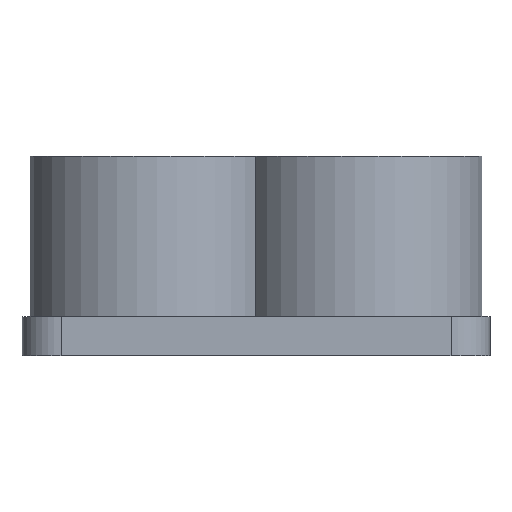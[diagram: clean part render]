
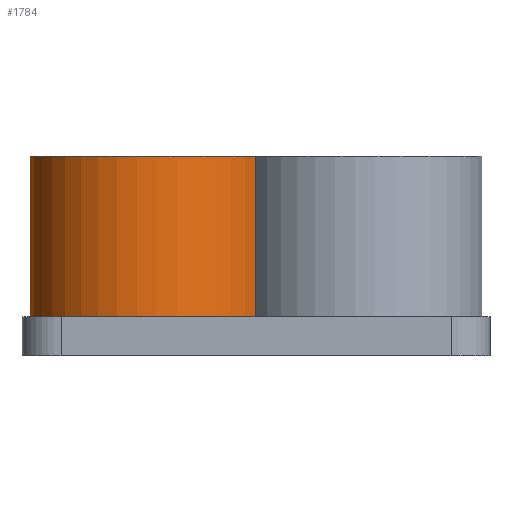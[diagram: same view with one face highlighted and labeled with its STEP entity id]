
A CAD part, front view. The second image highlights one B-rep face of the part: STEP entity #1784.
In plain terms, the highlighted cylindrical face has radius 15.55 mm (diameter 31.1 mm), a partial arc.
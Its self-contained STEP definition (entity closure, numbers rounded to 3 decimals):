
#72 = PLANE('',#73);
#73 = AXIS2_PLACEMENT_3D('',#74,#75,#76);
#74 = CARTESIAN_POINT('',(-30.,-20.,5.));
#75 = DIRECTION('',(0.,0.,1.));
#76 = DIRECTION('',(1.,0.,0.));
#1012 = VERTEX_POINT('',#1013);
#1013 = CARTESIAN_POINT('',(0.,-7.629,5.));
#1028 = CYLINDRICAL_SURFACE('',#1029,15.55);
#1029 = AXIS2_PLACEMENT_3D('',#1030,#1031,#1032);
#1030 = CARTESIAN_POINT('',(13.55,0.,5.));
#1031 = DIRECTION('',(-0.,-0.,-1.));
#1032 = DIRECTION('',(1.,0.,0.));
#1040 = EDGE_CURVE('',#1041,#1012,#1043,.T.);
#1041 = VERTEX_POINT('',#1042);
#1042 = CARTESIAN_POINT('',(-28.971,-2.,5.));
#1043 = SURFACE_CURVE('',#1044,(#1049,#1056),.PCURVE_S1.);
#1044 = CIRCLE('',#1045,15.55);
#1045 = AXIS2_PLACEMENT_3D('',#1046,#1047,#1048);
#1046 = CARTESIAN_POINT('',(-13.55,0.,5.));
#1047 = DIRECTION('',(0.,0.,1.));
#1048 = DIRECTION('',(1.,0.,0.));
#1049 = PCURVE('',#72,#1050);
#1050 = DEFINITIONAL_REPRESENTATION('',(#1051),#1055);
#1051 = CIRCLE('',#1052,15.55);
#1052 = AXIS2_PLACEMENT_2D('',#1053,#1054);
#1053 = CARTESIAN_POINT('',(16.45,20.));
#1054 = DIRECTION('',(1.,0.));
#1055 = ( GEOMETRIC_REPRESENTATION_CONTEXT(2) 
PARAMETRIC_REPRESENTATION_CONTEXT() REPRESENTATION_CONTEXT('2D SPACE',''
  ) );
#1056 = PCURVE('',#1057,#1062);
#1057 = CYLINDRICAL_SURFACE('',#1058,15.55);
#1058 = AXIS2_PLACEMENT_3D('',#1059,#1060,#1061);
#1059 = CARTESIAN_POINT('',(-13.55,0.,5.));
#1060 = DIRECTION('',(-0.,-0.,-1.));
#1061 = DIRECTION('',(1.,0.,0.));
#1062 = DEFINITIONAL_REPRESENTATION('',(#1063),#1067);
#1063 = LINE('',#1064,#1065);
#1064 = CARTESIAN_POINT('',(-0.,0.));
#1065 = VECTOR('',#1066,1.);
#1066 = DIRECTION('',(-1.,0.));
#1067 = ( GEOMETRIC_REPRESENTATION_CONTEXT(2) 
PARAMETRIC_REPRESENTATION_CONTEXT() REPRESENTATION_CONTEXT('2D SPACE',''
  ) );
#1784 = ADVANCED_FACE('',(#1785),#1057,.T.);
#1785 = FACE_BOUND('',#1786,.F.);
#1786 = EDGE_LOOP('',(#1787,#1788,#1814,#1847));
#1787 = ORIENTED_EDGE('',*,*,#1040,.F.);
#1788 = ORIENTED_EDGE('',*,*,#1789,.F.);
#1789 = EDGE_CURVE('',#1790,#1041,#1792,.T.);
#1790 = VERTEX_POINT('',#1791);
#1791 = CARTESIAN_POINT('',(-28.971,-2.,25.6));
#1792 = SURFACE_CURVE('',#1793,(#1797,#1803),.PCURVE_S1.);
#1793 = LINE('',#1794,#1795);
#1794 = CARTESIAN_POINT('',(-28.971,-2.,5.));
#1795 = VECTOR('',#1796,1.);
#1796 = DIRECTION('',(-0.,-0.,-1.));
#1797 = PCURVE('',#1057,#1798);
#1798 = DEFINITIONAL_REPRESENTATION('',(#1799),#1802);
#1799 = B_SPLINE_CURVE_WITH_KNOTS('',1,(#1800,#1801),.UNSPECIFIED.,.F.,
  .F.,(2,2),(-20.6,0.),.PIECEWISE_BEZIER_KNOTS.);
#1800 = CARTESIAN_POINT('',(-3.271,-20.6));
#1801 = CARTESIAN_POINT('',(-3.271,0.));
#1802 = ( GEOMETRIC_REPRESENTATION_CONTEXT(2) 
PARAMETRIC_REPRESENTATION_CONTEXT() REPRESENTATION_CONTEXT('2D SPACE',''
  ) );
#1803 = PCURVE('',#1804,#1809);
#1804 = PLANE('',#1805);
#1805 = AXIS2_PLACEMENT_3D('',#1806,#1807,#1808);
#1806 = CARTESIAN_POINT('',(-29.247,-2.,25.6));
#1807 = DIRECTION('',(0.,-1.,0.));
#1808 = DIRECTION('',(1.,0.,0.));
#1809 = DEFINITIONAL_REPRESENTATION('',(#1810),#1813);
#1810 = B_SPLINE_CURVE_WITH_KNOTS('',1,(#1811,#1812),.UNSPECIFIED.,.F.,
  .F.,(2,2),(-20.6,0.),.PIECEWISE_BEZIER_KNOTS.);
#1811 = CARTESIAN_POINT('',(0.276,0.));
#1812 = CARTESIAN_POINT('',(0.276,-20.6));
#1813 = ( GEOMETRIC_REPRESENTATION_CONTEXT(2) 
PARAMETRIC_REPRESENTATION_CONTEXT() REPRESENTATION_CONTEXT('2D SPACE',''
  ) );
#1814 = ORIENTED_EDGE('',*,*,#1815,.T.);
#1815 = EDGE_CURVE('',#1790,#1816,#1818,.T.);
#1816 = VERTEX_POINT('',#1817);
#1817 = CARTESIAN_POINT('',(0.,-7.629,25.6));
#1818 = SURFACE_CURVE('',#1819,(#1824,#1831),.PCURVE_S1.);
#1819 = CIRCLE('',#1820,15.55);
#1820 = AXIS2_PLACEMENT_3D('',#1821,#1822,#1823);
#1821 = CARTESIAN_POINT('',(-13.55,0.,25.6));
#1822 = DIRECTION('',(0.,0.,1.));
#1823 = DIRECTION('',(1.,0.,0.));
#1824 = PCURVE('',#1057,#1825);
#1825 = DEFINITIONAL_REPRESENTATION('',(#1826),#1830);
#1826 = LINE('',#1827,#1828);
#1827 = CARTESIAN_POINT('',(-0.,-20.6));
#1828 = VECTOR('',#1829,1.);
#1829 = DIRECTION('',(-1.,0.));
#1830 = ( GEOMETRIC_REPRESENTATION_CONTEXT(2) 
PARAMETRIC_REPRESENTATION_CONTEXT() REPRESENTATION_CONTEXT('2D SPACE',''
  ) );
#1831 = PCURVE('',#1832,#1837);
#1832 = PLANE('',#1833);
#1833 = AXIS2_PLACEMENT_3D('',#1834,#1835,#1836);
#1834 = CARTESIAN_POINT('',(0.,7.629,25.6));
#1835 = DIRECTION('',(0.,0.,-1.));
#1836 = DIRECTION('',(-1.,0.,0.));
#1837 = DEFINITIONAL_REPRESENTATION('',(#1838),#1846);
#1838 = ( BOUNDED_CURVE() B_SPLINE_CURVE(2,(#1839,#1840,#1841,#1842,
#1843,#1844,#1845),.UNSPECIFIED.,.F.,.F.) B_SPLINE_CURVE_WITH_KNOTS((1,2
    ,2,2,2,1),(-2.094,0.,2.094,4.189,
6.283,8.378),.UNSPECIFIED.) CURVE() 
GEOMETRIC_REPRESENTATION_ITEM() RATIONAL_B_SPLINE_CURVE((1.,0.5,1.,0.5,
1.,0.5,1.)) REPRESENTATION_ITEM('') );
#1839 = CARTESIAN_POINT('',(-2.,-7.629));
#1840 = CARTESIAN_POINT('',(-2.,19.304));
#1841 = CARTESIAN_POINT('',(21.325,5.838));
#1842 = CARTESIAN_POINT('',(44.65,-7.629));
#1843 = CARTESIAN_POINT('',(21.325,-21.096));
#1844 = CARTESIAN_POINT('',(-2.,-34.562));
#1845 = CARTESIAN_POINT('',(-2.,-7.629));
#1846 = ( GEOMETRIC_REPRESENTATION_CONTEXT(2) 
PARAMETRIC_REPRESENTATION_CONTEXT() REPRESENTATION_CONTEXT('2D SPACE',''
  ) );
#1847 = ORIENTED_EDGE('',*,*,#1848,.F.);
#1848 = EDGE_CURVE('',#1012,#1816,#1849,.T.);
#1849 = SURFACE_CURVE('',#1850,(#1854,#1861),.PCURVE_S1.);
#1850 = LINE('',#1851,#1852);
#1851 = CARTESIAN_POINT('',(0.,-7.629,5.));
#1852 = VECTOR('',#1853,1.);
#1853 = DIRECTION('',(0.,0.,1.));
#1854 = PCURVE('',#1057,#1855);
#1855 = DEFINITIONAL_REPRESENTATION('',(#1856),#1860);
#1856 = LINE('',#1857,#1858);
#1857 = CARTESIAN_POINT('',(-5.77,0.));
#1858 = VECTOR('',#1859,1.);
#1859 = DIRECTION('',(-0.,-1.));
#1860 = ( GEOMETRIC_REPRESENTATION_CONTEXT(2) 
PARAMETRIC_REPRESENTATION_CONTEXT() REPRESENTATION_CONTEXT('2D SPACE',''
  ) );
#1861 = PCURVE('',#1028,#1862);
#1862 = DEFINITIONAL_REPRESENTATION('',(#1863),#1867);
#1863 = LINE('',#1864,#1865);
#1864 = CARTESIAN_POINT('',(-3.654,0.));
#1865 = VECTOR('',#1866,1.);
#1866 = DIRECTION('',(-0.,-1.));
#1867 = ( GEOMETRIC_REPRESENTATION_CONTEXT(2) 
PARAMETRIC_REPRESENTATION_CONTEXT() REPRESENTATION_CONTEXT('2D SPACE',''
  ) );
